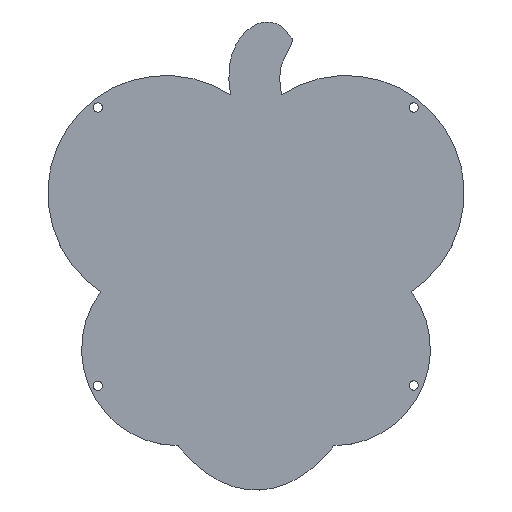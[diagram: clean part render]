
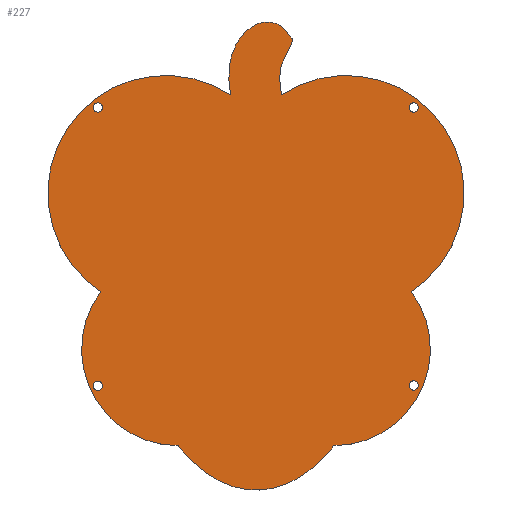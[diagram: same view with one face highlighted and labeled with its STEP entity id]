
A CAD part, top view. The second image highlights one B-rep face of the part: STEP entity #227.
In plain terms, the highlighted planar face has unit normal (0, 0, 1).
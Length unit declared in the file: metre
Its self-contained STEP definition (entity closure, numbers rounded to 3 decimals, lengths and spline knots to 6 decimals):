
#12=PLANE('',#260);
#15=B_SPLINE_CURVE_WITH_KNOTS('',3,(#417,#418,#419,#420,#421,#422),
 .UNSPECIFIED.,.F.,.F.,(4,1,1,4),(0.,0.462518,0.691451,
1.),.UNSPECIFIED.);
#17=B_SPLINE_CURVE_WITH_KNOTS('',3,(#450,#451,#452,#453,#454,#455),
 .UNSPECIFIED.,.F.,.F.,(4,1,1,4),(0.,0.400491,0.714345,
1.),.UNSPECIFIED.);
#19=ELLIPSE('',#250,0.07162,0.042143);
#65=ORIENTED_EDGE('',*,*,#116,.F.);
#66=ORIENTED_EDGE('',*,*,#117,.F.);
#67=ORIENTED_EDGE('',*,*,#118,.F.);
#68=ORIENTED_EDGE('',*,*,#119,.F.);
#69=ORIENTED_EDGE('',*,*,#97,.T.);
#70=ORIENTED_EDGE('',*,*,#101,.T.);
#71=ORIENTED_EDGE('',*,*,#104,.T.);
#72=ORIENTED_EDGE('',*,*,#107,.T.);
#73=ORIENTED_EDGE('',*,*,#110,.T.);
#74=ORIENTED_EDGE('',*,*,#113,.F.);
#75=ORIENTED_EDGE('',*,*,#115,.T.);
#97=EDGE_CURVE('',#127,#126,#147,.T.);
#101=EDGE_CURVE('',#126,#129,#19,.T.);
#104=EDGE_CURVE('',#129,#131,#149,.T.);
#107=EDGE_CURVE('',#131,#133,#151,.T.);
#110=EDGE_CURVE('',#133,#135,#15,.T.);
#113=EDGE_CURVE('',#137,#135,#17,.T.);
#115=EDGE_CURVE('',#137,#127,#153,.T.);
#116=EDGE_CURVE('',#138,#138,#154,.T.);
#117=EDGE_CURVE('',#139,#139,#155,.T.);
#118=EDGE_CURVE('',#140,#140,#156,.T.);
#119=EDGE_CURVE('',#141,#141,#157,.T.);
#126=VERTEX_POINT('',#345);
#127=VERTEX_POINT('',#347);
#129=VERTEX_POINT('',#366);
#131=VERTEX_POINT('',#372);
#133=VERTEX_POINT('',#378);
#135=VERTEX_POINT('',#416);
#137=VERTEX_POINT('',#449);
#138=VERTEX_POINT('',#461);
#139=VERTEX_POINT('',#463);
#140=VERTEX_POINT('',#465);
#141=VERTEX_POINT('',#467);
#147=CIRCLE('',#248,0.03142);
#149=CIRCLE('',#253,0.03142);
#151=CIRCLE('',#256,0.038396);
#153=CIRCLE('',#259,0.038396);
#154=CIRCLE('',#261,0.0015);
#155=CIRCLE('',#262,0.0015);
#156=CIRCLE('',#263,0.0015);
#157=CIRCLE('',#264,0.0015);
#169=EDGE_LOOP('',(#65));
#170=EDGE_LOOP('',(#66));
#171=EDGE_LOOP('',(#67));
#172=EDGE_LOOP('',(#68));
#173=EDGE_LOOP('',(#69,#70,#71,#72,#73,#74,#75));
#194=FACE_BOUND('',#169,.T.);
#195=FACE_BOUND('',#170,.T.);
#196=FACE_BOUND('',#171,.T.);
#197=FACE_BOUND('',#172,.T.);
#198=FACE_BOUND('',#173,.T.);
#227=ADVANCED_FACE('',(#194,#195,#196,#197,#198),#12,.T.);
#248=AXIS2_PLACEMENT_3D('',#346,#281,#282);
#250=AXIS2_PLACEMENT_3D('',#367,#287,#288);
#253=AXIS2_PLACEMENT_3D('',#373,#294,#295);
#256=AXIS2_PLACEMENT_3D('',#379,#301,#302);
#259=AXIS2_PLACEMENT_3D('',#458,#309,#310);
#260=AXIS2_PLACEMENT_3D('',#459,#311,#312);
#261=AXIS2_PLACEMENT_3D('',#460,#313,#314);
#262=AXIS2_PLACEMENT_3D('',#462,#315,#316);
#263=AXIS2_PLACEMENT_3D('',#464,#317,#318);
#264=AXIS2_PLACEMENT_3D('',#466,#319,#320);
#281=DIRECTION('',(0.,0.,1.));
#282=DIRECTION('',(1.,0.,0.));
#287=DIRECTION('',(0.,0.,1.));
#288=DIRECTION('',(0.,-1.,0.));
#294=DIRECTION('',(0.,0.,1.));
#295=DIRECTION('',(1.,0.,0.));
#301=DIRECTION('',(0.,0.,1.));
#302=DIRECTION('',(1.,0.,0.));
#309=DIRECTION('',(0.,0.,1.));
#310=DIRECTION('',(1.,0.,0.));
#311=DIRECTION('',(0.,0.,1.));
#312=DIRECTION('',(1.,0.,0.));
#313=DIRECTION('',(0.,0.,1.));
#314=DIRECTION('',(1.,0.,0.));
#315=DIRECTION('',(0.,0.,1.));
#316=DIRECTION('',(1.,0.,0.));
#317=DIRECTION('',(0.,0.,1.));
#318=DIRECTION('',(1.,0.,0.));
#319=DIRECTION('',(0.,0.,1.));
#320=DIRECTION('',(1.,0.,0.));
#345=CARTESIAN_POINT('',(-0.007329,-0.172703,0.00508));
#346=CARTESIAN_POINT('',(-0.007329,-0.141283,0.00508));
#347=CARTESIAN_POINT('',(-0.032518,-0.122501,0.00508));
#366=CARTESIAN_POINT('',(0.043471,-0.172703,0.00508));
#367=CARTESIAN_POINT('',(0.018071,-0.115553,0.00508));
#372=CARTESIAN_POINT('',(0.068659,-0.122501,0.00508));
#373=CARTESIAN_POINT('',(0.043471,-0.141283,0.00508));
#378=CARTESIAN_POINT('',(0.026368,-0.058403,0.00508));
#379=CARTESIAN_POINT('',(0.047514,-0.090452,0.00508));
#416=CARTESIAN_POINT('',(0.026166,-0.035848,0.00508));
#417=CARTESIAN_POINT('',(0.026368,-0.058403,0.00508));
#418=CARTESIAN_POINT('',(0.024691,-0.049408,0.00508));
#419=CARTESIAN_POINT('',(0.028325,-0.045549,0.00508));
#420=CARTESIAN_POINT('',(0.030279,-0.040011,0.00508));
#421=CARTESIAN_POINT('',(0.029979,-0.040179,0.00508));
#422=CARTESIAN_POINT('',(0.026166,-0.035848,0.00508));
#449=CARTESIAN_POINT('',(0.009773,-0.058403,0.00508));
#450=CARTESIAN_POINT('',(0.009773,-0.058403,0.00508));
#451=CARTESIAN_POINT('',(0.00866,-0.052433,0.00508));
#452=CARTESIAN_POINT('',(0.009708,-0.042376,0.00508));
#453=CARTESIAN_POINT('',(0.017661,-0.034489,0.00508));
#454=CARTESIAN_POINT('',(0.023106,-0.034238,0.00508));
#455=CARTESIAN_POINT('',(0.026166,-0.035848,0.00508));
#458=CARTESIAN_POINT('',(-0.011373,-0.090452,0.00508));
#459=CARTESIAN_POINT('',(0.018071,-0.105101,0.00508));
#460=CARTESIAN_POINT('',(0.069442,-0.062502,0.00508));
#461=CARTESIAN_POINT('',(0.070942,-0.062502,0.00508));
#462=CARTESIAN_POINT('',(-0.033501,-0.153238,0.00508));
#463=CARTESIAN_POINT('',(-0.032001,-0.153238,0.00508));
#464=CARTESIAN_POINT('',(0.069442,-0.153092,0.00508));
#465=CARTESIAN_POINT('',(0.070942,-0.153092,0.00508));
#466=CARTESIAN_POINT('',(-0.033482,-0.062502,0.00508));
#467=CARTESIAN_POINT('',(-0.031982,-0.062502,0.00508));
